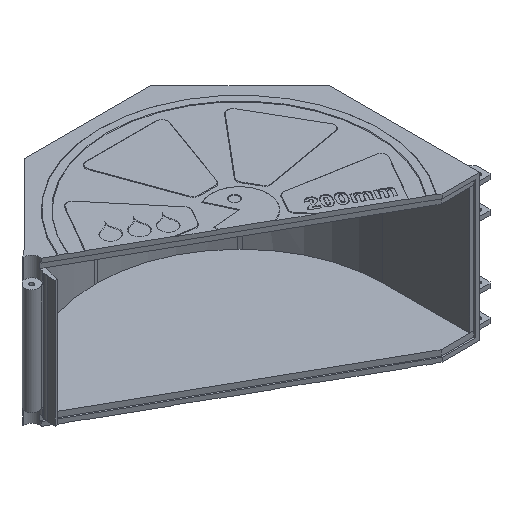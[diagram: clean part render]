
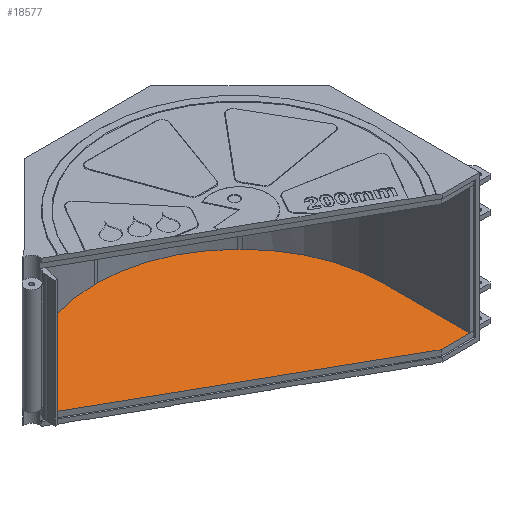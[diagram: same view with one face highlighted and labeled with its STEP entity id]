
A CAD part, isometric view. The second image highlights one B-rep face of the part: STEP entity #18577.
In plain terms, the highlighted planar face has unit normal (0, 0, 1).
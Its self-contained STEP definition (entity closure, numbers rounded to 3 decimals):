
#1274=CIRCLE('',#19786,100.);
#1275=CIRCLE('',#19787,100.);
#1276=CIRCLE('',#19788,100.);
#1277=CIRCLE('',#19789,60.);
#1690=FACE_OUTER_BOUND('',#2867,.T.);
#2867=EDGE_LOOP('',(#13287,#13288,#13289,#13290,#13291,#13292,#13293,#13294,
#13295,#13296,#13297,#13298));
#4237=LINE('',#29062,#6122);
#4238=LINE('',#29064,#6123);
#4239=LINE('',#29066,#6124);
#4240=LINE('',#29070,#6125);
#4241=LINE('',#29074,#6126);
#4242=LINE('',#29078,#6127);
#4243=LINE('',#29082,#6128);
#4244=LINE('',#29083,#6129);
#6122=VECTOR('',#21426,10.);
#6123=VECTOR('',#21427,10.);
#6124=VECTOR('',#21428,10.);
#6125=VECTOR('',#21431,10.);
#6126=VECTOR('',#21434,10.);
#6127=VECTOR('',#21437,10.);
#6128=VECTOR('',#21440,10.);
#6129=VECTOR('',#21441,10.);
#8049=VERTEX_POINT('',#29060);
#8050=VERTEX_POINT('',#29061);
#8051=VERTEX_POINT('',#29063);
#8052=VERTEX_POINT('',#29065);
#8053=VERTEX_POINT('',#29067);
#8054=VERTEX_POINT('',#29069);
#8055=VERTEX_POINT('',#29071);
#8056=VERTEX_POINT('',#29073);
#8057=VERTEX_POINT('',#29075);
#8058=VERTEX_POINT('',#29077);
#8059=VERTEX_POINT('',#29079);
#8060=VERTEX_POINT('',#29081);
#10004=EDGE_CURVE('',#8049,#8050,#4237,.T.);
#10005=EDGE_CURVE('',#8050,#8051,#4238,.T.);
#10006=EDGE_CURVE('',#8051,#8052,#4239,.T.);
#10007=EDGE_CURVE('',#8053,#8052,#1274,.T.);
#10008=EDGE_CURVE('',#8053,#8054,#4240,.T.);
#10009=EDGE_CURVE('',#8055,#8054,#1275,.T.);
#10010=EDGE_CURVE('',#8055,#8056,#4241,.T.);
#10011=EDGE_CURVE('',#8057,#8056,#1276,.T.);
#10012=EDGE_CURVE('',#8057,#8058,#4242,.T.);
#10013=EDGE_CURVE('',#8058,#8059,#1277,.F.);
#10014=EDGE_CURVE('',#8060,#8059,#4243,.T.);
#10015=EDGE_CURVE('',#8049,#8060,#4244,.T.);
#13287=ORIENTED_EDGE('',*,*,#10004,.T.);
#13288=ORIENTED_EDGE('',*,*,#10005,.T.);
#13289=ORIENTED_EDGE('',*,*,#10006,.T.);
#13290=ORIENTED_EDGE('',*,*,#10007,.F.);
#13291=ORIENTED_EDGE('',*,*,#10008,.T.);
#13292=ORIENTED_EDGE('',*,*,#10009,.F.);
#13293=ORIENTED_EDGE('',*,*,#10010,.T.);
#13294=ORIENTED_EDGE('',*,*,#10011,.F.);
#13295=ORIENTED_EDGE('',*,*,#10012,.T.);
#13296=ORIENTED_EDGE('',*,*,#10013,.T.);
#13297=ORIENTED_EDGE('',*,*,#10014,.F.);
#13298=ORIENTED_EDGE('',*,*,#10015,.F.);
#17708=PLANE('',#19785);
#18577=ADVANCED_FACE('',(#1690),#17708,.F.);
#19785=AXIS2_PLACEMENT_3D('',#29059,#21424,#21425);
#19786=AXIS2_PLACEMENT_3D('',#29068,#21429,#21430);
#19787=AXIS2_PLACEMENT_3D('',#29072,#21432,#21433);
#19788=AXIS2_PLACEMENT_3D('',#29076,#21435,#21436);
#19789=AXIS2_PLACEMENT_3D('',#29080,#21438,#21439);
#21424=DIRECTION('center_axis',(0.,0.,
-1.));
#21425=DIRECTION('ref_axis',(-1.,0.,0.));
#21426=DIRECTION('',(0.,1.,0.));
#21427=DIRECTION('',(-1.,0.,0.));
#21428=DIRECTION('',(0.,1.,0.));
#21429=DIRECTION('center_axis',(0.,0.,-1.));
#21430=DIRECTION('ref_axis',(0.924,0.383,0.));
#21431=DIRECTION('',(-0.707,0.707,0.));
#21432=DIRECTION('center_axis',(0.,0.,-1.));
#21433=DIRECTION('ref_axis',(0.383,0.924,0.));
#21434=DIRECTION('',(-1.,0.,0.));
#21435=DIRECTION('center_axis',(0.,0.,-1.));
#21436=DIRECTION('ref_axis',(-0.383,0.924,0.));
#21437=DIRECTION('',(-0.707,-0.707,0.));
#21438=DIRECTION('center_axis',(0.,0.,-1.));
#21439=DIRECTION('ref_axis',(-0.984,0.177,0.));
#21440=DIRECTION('',(-0.871,0.492,0.));
#21441=DIRECTION('',(-1.,0.,0.));
#29059=CARTESIAN_POINT('Origin',(0.836,132.5,0.));
#29060=CARTESIAN_POINT('',(106.,48.,0.));
#29061=CARTESIAN_POINT('',(106.,48.1,0.));
#29062=CARTESIAN_POINT('',(106.,47.,0.));
#29063=CARTESIAN_POINT('',(103.,48.1,0.));
#29064=CARTESIAN_POINT('',(106.,48.1,0.));
#29065=CARTESIAN_POINT('',(103.,110.243,0.));
#29066=CARTESIAN_POINT('',(103.,45.041,0.));
#29067=CARTESIAN_POINT('',(73.711,180.953,0.));
#29068=CARTESIAN_POINT('Origin',(3.,110.243,0.));
#29069=CARTESIAN_POINT('',(71.953,182.711,0.));
#29070=CARTESIAN_POINT('',(103.,151.664,0.));
#29071=CARTESIAN_POINT('',(1.243,212.,0.));
#29072=CARTESIAN_POINT('Origin',(1.243,112.,0.));
#29073=CARTESIAN_POINT('',(-1.243,212.,0.));
#29074=CARTESIAN_POINT('',(42.664,212.,0.));
#29075=CARTESIAN_POINT('',(-71.953,182.711,0.));
#29076=CARTESIAN_POINT('Origin',(-1.243,112.,0.));
#29077=CARTESIAN_POINT('',(-84.278,170.386,0.));
#29078=CARTESIAN_POINT('',(-42.664,212.,0.));
#29079=CARTESIAN_POINT('',(-97.723,149.831,0.));
#29080=CARTESIAN_POINT('Origin',(-41.851,127.96,0.));
#29081=CARTESIAN_POINT('',(82.513,48.,0.));
#29082=CARTESIAN_POINT('',(82.513,48.,0.));
#29083=CARTESIAN_POINT('',(106.1,48.,0.));
